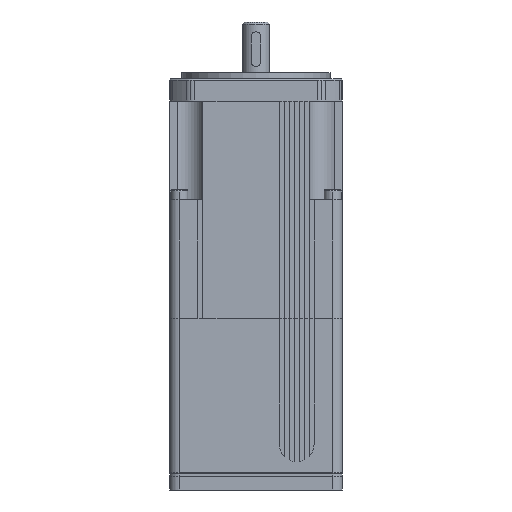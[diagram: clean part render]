
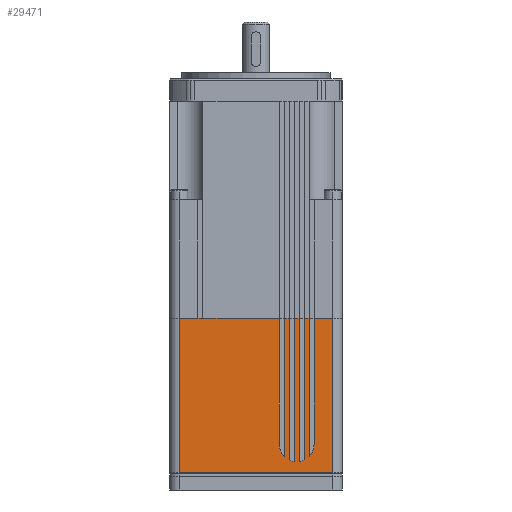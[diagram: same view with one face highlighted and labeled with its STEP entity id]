
A CAD part, front view. The second image highlights one B-rep face of the part: STEP entity #29471.
In plain terms, the highlighted planar face has unit normal (0, -1, 0).
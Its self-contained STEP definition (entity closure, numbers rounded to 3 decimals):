
#27448=CARTESIAN_POINT('',(-21.5,-35.,0.0));
#27449=VERTEX_POINT('',#27448);
#27464=CARTESIAN_POINT('',(-23.5,-35.,0.0));
#27465=VERTEX_POINT('',#27464);
#27472=CARTESIAN_POINT('',(-21.5,-35.,0.0));
#27473=DIRECTION('',(-1.0,0.0,0.0));
#27474=VECTOR('',#27473,2.);
#27475=LINE('',#27472,#27474);
#27476=EDGE_CURVE('',#27449,#27465,#27475,.T.);
#28065=CARTESIAN_POINT('',(17.5,-35.,-57.928));
#28066=VERTEX_POINT('',#28065);
#28073=CARTESIAN_POINT('',(19.5,-35.,-57.325));
#28074=VERTEX_POINT('',#28073);
#28075=CARTESIAN_POINT('',(16.5,-35.,-51.));
#28076=DIRECTION('',(0.0,1.0,0.0));
#28077=DIRECTION('',(-1.0,0.0,0.0));
#28078=AXIS2_PLACEMENT_3D('',#28075,#28076,#28077);
#28079=CIRCLE('',#28078,7.);
#28080=EDGE_CURVE('',#28074,#28066,#28079,.T.);
#28107=CARTESIAN_POINT('',(21.5,-35.,-55.899));
#28108=VERTEX_POINT('',#28107);
#28115=CARTESIAN_POINT('',(23.5,-35.,-51.));
#28116=VERTEX_POINT('',#28115);
#28117=CARTESIAN_POINT('',(16.5,-35.,-51.));
#28118=DIRECTION('',(0.0,1.0,0.0));
#28119=DIRECTION('',(-1.0,0.0,0.0));
#28120=AXIS2_PLACEMENT_3D('',#28117,#28118,#28119);
#28121=CIRCLE('',#28120,7.);
#28122=EDGE_CURVE('',#28116,#28108,#28121,.T.);
#28149=CARTESIAN_POINT('',(9.5,-35.,-51.));
#28150=VERTEX_POINT('',#28149);
#28157=CARTESIAN_POINT('',(11.5,-35.,-55.899));
#28158=VERTEX_POINT('',#28157);
#28159=CARTESIAN_POINT('',(16.5,-35.,-51.));
#28160=DIRECTION('',(0.0,1.0,0.0));
#28161=DIRECTION('',(-1.0,0.0,0.0));
#28162=AXIS2_PLACEMENT_3D('',#28159,#28160,#28161);
#28163=CIRCLE('',#28162,7.);
#28164=EDGE_CURVE('',#28158,#28150,#28163,.T.);
#28191=CARTESIAN_POINT('',(13.5,-35.,-57.325));
#28192=VERTEX_POINT('',#28191);
#28199=CARTESIAN_POINT('',(15.5,-35.,-57.928));
#28200=VERTEX_POINT('',#28199);
#28201=CARTESIAN_POINT('',(16.5,-35.,-51.));
#28202=DIRECTION('',(0.0,1.0,0.0));
#28203=DIRECTION('',(-1.0,0.0,0.0));
#28204=AXIS2_PLACEMENT_3D('',#28201,#28202,#28203);
#28205=CIRCLE('',#28204,7.);
#28206=EDGE_CURVE('',#28200,#28192,#28205,.T.);
#28391=CARTESIAN_POINT('',(23.5,-35.0,0.0));
#28392=VERTEX_POINT('',#28391);
#28393=CARTESIAN_POINT('',(23.5,-35.0,0.0));
#28394=DIRECTION('',(0.0,0.0,-1.0));
#28395=VECTOR('',#28394,51.);
#28396=LINE('',#28393,#28395);
#28397=EDGE_CURVE('',#28392,#28116,#28396,.T.);
#28437=CARTESIAN_POINT('',(21.5,-35.0,0.0));
#28438=VERTEX_POINT('',#28437);
#28445=CARTESIAN_POINT('',(21.5,-35.,-55.899));
#28446=DIRECTION('',(0.0,0.0,1.0));
#28447=VECTOR('',#28446,55.899);
#28448=LINE('',#28445,#28447);
#28449=EDGE_CURVE('',#28108,#28438,#28448,.T.);
#28688=CARTESIAN_POINT('',(11.5,-35.0,0.0));
#28689=VERTEX_POINT('',#28688);
#28690=CARTESIAN_POINT('',(11.5,-35.0,0.0));
#28691=DIRECTION('',(0.0,0.0,-1.0));
#28692=VECTOR('',#28691,55.899);
#28693=LINE('',#28690,#28692);
#28694=EDGE_CURVE('',#28689,#28158,#28693,.T.);
#28745=CARTESIAN_POINT('',(9.5,-35.,0.0));
#28746=VERTEX_POINT('',#28745);
#28753=CARTESIAN_POINT('',(9.5,-35.,-51.));
#28754=DIRECTION('',(0.0,0.0,1.0));
#28755=VECTOR('',#28754,51.);
#28756=LINE('',#28753,#28755);
#28757=EDGE_CURVE('',#28150,#28746,#28756,.T.);
#28767=CARTESIAN_POINT('',(15.5,-35.0,0.0));
#28768=VERTEX_POINT('',#28767);
#28769=CARTESIAN_POINT('',(15.5,-35.0,0.0));
#28770=DIRECTION('',(0.0,0.0,-1.0));
#28771=VECTOR('',#28770,57.928);
#28772=LINE('',#28769,#28771);
#28773=EDGE_CURVE('',#28768,#28200,#28772,.T.);
#28823=CARTESIAN_POINT('',(13.5,-35.0,0.0));
#28824=VERTEX_POINT('',#28823);
#28831=CARTESIAN_POINT('',(13.5,-35.,-57.325));
#28832=DIRECTION('',(0.0,0.0,1.0));
#28833=VECTOR('',#28832,57.325);
#28834=LINE('',#28831,#28833);
#28835=EDGE_CURVE('',#28192,#28824,#28834,.T.);
#29074=CARTESIAN_POINT('',(19.5,-35.0,0.0));
#29075=VERTEX_POINT('',#29074);
#29076=CARTESIAN_POINT('',(19.5,-35.0,0.0));
#29077=DIRECTION('',(0.0,0.0,-1.0));
#29078=VECTOR('',#29077,57.325);
#29079=LINE('',#29076,#29078);
#29080=EDGE_CURVE('',#29075,#28074,#29079,.T.);
#29130=CARTESIAN_POINT('',(17.5,-35.0,0.0));
#29131=VERTEX_POINT('',#29130);
#29138=CARTESIAN_POINT('',(17.5,-35.,-57.928));
#29139=DIRECTION('',(0.0,0.0,1.0));
#29140=VECTOR('',#29139,57.928);
#29141=LINE('',#29138,#29140);
#29142=EDGE_CURVE('',#28066,#29131,#29141,.T.);
#29389=CARTESIAN_POINT('',(-21.5,-35.,-63.));
#29390=DIRECTION('',(0.0,-1.0,0.0));
#29391=DIRECTION('',(0.0,0.0,-1.0));
#29392=AXIS2_PLACEMENT_3D('',#29389,#29390,#29391);
#29393=PLANE('',#29392);
#29394=ORIENTED_EDGE('',*,*,#29142,.T.);
#29395=CARTESIAN_POINT('',(15.5,-35.0,0.0));
#29396=DIRECTION('',(1.0,0.0,0.0));
#29397=VECTOR('',#29396,2.);
#29398=LINE('',#29395,#29397);
#29399=EDGE_CURVE('',#28768,#29131,#29398,.T.);
#29400=ORIENTED_EDGE('',*,*,#29399,.F.);
#29401=ORIENTED_EDGE('',*,*,#28773,.T.);
#29402=ORIENTED_EDGE('',*,*,#28206,.T.);
#29403=ORIENTED_EDGE('',*,*,#28835,.T.);
#29404=CARTESIAN_POINT('',(11.5,-35.0,0.0));
#29405=DIRECTION('',(1.0,0.0,0.0));
#29406=VECTOR('',#29405,2.);
#29407=LINE('',#29404,#29406);
#29408=EDGE_CURVE('',#28689,#28824,#29407,.T.);
#29409=ORIENTED_EDGE('',*,*,#29408,.F.);
#29410=ORIENTED_EDGE('',*,*,#28694,.T.);
#29411=ORIENTED_EDGE('',*,*,#28164,.T.);
#29412=ORIENTED_EDGE('',*,*,#28757,.T.);
#29413=CARTESIAN_POINT('',(-21.5,-35.,0.0));
#29414=DIRECTION('',(1.0,0.0,0.0));
#29415=VECTOR('',#29414,31.);
#29416=LINE('',#29413,#29415);
#29417=EDGE_CURVE('',#27449,#28746,#29416,.T.);
#29418=ORIENTED_EDGE('',*,*,#29417,.F.);
#29419=ORIENTED_EDGE('',*,*,#27476,.T.);
#29420=CARTESIAN_POINT('',(-31.,-35.,0.0));
#29421=VERTEX_POINT('',#29420);
#29422=CARTESIAN_POINT('',(-31.,-35.,0.0));
#29423=DIRECTION('',(1.0,0.0,0.0));
#29424=VECTOR('',#29423,7.5);
#29425=LINE('',#29422,#29424);
#29426=EDGE_CURVE('',#29421,#27465,#29425,.T.);
#29427=ORIENTED_EDGE('',*,*,#29426,.F.);
#29428=CARTESIAN_POINT('',(-31.,-35.,-62.5));
#29429=VERTEX_POINT('',#29428);
#29430=CARTESIAN_POINT('',(-31.,-35.,-62.5));
#29431=DIRECTION('',(0.0,0.0,1.0));
#29432=VECTOR('',#29431,62.5);
#29433=LINE('',#29430,#29432);
#29434=EDGE_CURVE('',#29429,#29421,#29433,.T.);
#29435=ORIENTED_EDGE('',*,*,#29434,.F.);
#29436=CARTESIAN_POINT('',(31.,-35.,-62.5));
#29437=VERTEX_POINT('',#29436);
#29438=CARTESIAN_POINT('',(31.,-35.,-62.5));
#29439=DIRECTION('',(-1.0,0.0,0.0));
#29440=VECTOR('',#29439,62.);
#29441=LINE('',#29438,#29440);
#29442=EDGE_CURVE('',#29437,#29429,#29441,.T.);
#29443=ORIENTED_EDGE('',*,*,#29442,.F.);
#29444=CARTESIAN_POINT('',(31.,-35.0,0.0));
#29445=VERTEX_POINT('',#29444);
#29446=CARTESIAN_POINT('',(31.,-35.,-62.5));
#29447=DIRECTION('',(0.0,0.0,1.0));
#29448=VECTOR('',#29447,62.5);
#29449=LINE('',#29446,#29448);
#29450=EDGE_CURVE('',#29437,#29445,#29449,.T.);
#29451=ORIENTED_EDGE('',*,*,#29450,.T.);
#29452=CARTESIAN_POINT('',(23.5,-35.0,0.0));
#29453=DIRECTION('',(1.0,0.0,0.0));
#29454=VECTOR('',#29453,7.5);
#29455=LINE('',#29452,#29454);
#29456=EDGE_CURVE('',#28392,#29445,#29455,.T.);
#29457=ORIENTED_EDGE('',*,*,#29456,.F.);
#29458=ORIENTED_EDGE('',*,*,#28397,.T.);
#29459=ORIENTED_EDGE('',*,*,#28122,.T.);
#29460=ORIENTED_EDGE('',*,*,#28449,.T.);
#29461=CARTESIAN_POINT('',(19.5,-35.0,0.0));
#29462=DIRECTION('',(1.0,0.0,0.0));
#29463=VECTOR('',#29462,2.);
#29464=LINE('',#29461,#29463);
#29465=EDGE_CURVE('',#29075,#28438,#29464,.T.);
#29466=ORIENTED_EDGE('',*,*,#29465,.F.);
#29467=ORIENTED_EDGE('',*,*,#29080,.T.);
#29468=ORIENTED_EDGE('',*,*,#28080,.T.);
#29469=EDGE_LOOP('',(#29394,#29400,#29401,#29402,#29403,#29409,#29410,#29411,#29412,#29418,#29419,#29427,#29435,#29443,#29451,#29457,#29458,#29459,#29460,#29466,#29467,#29468));
#29470=FACE_OUTER_BOUND('',#29469,.T.);
#29471=ADVANCED_FACE('',(#29470),#29393,.T.);
